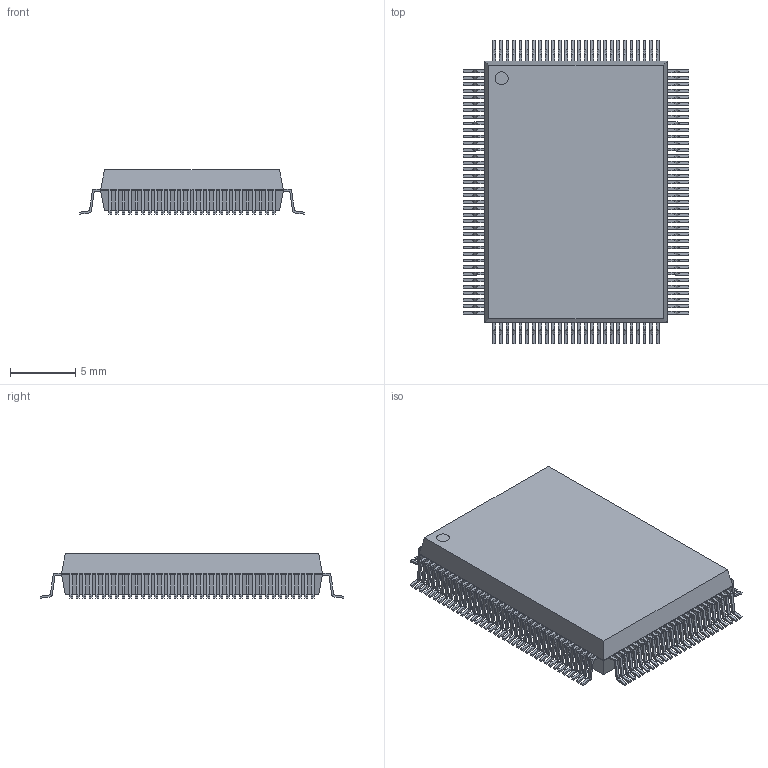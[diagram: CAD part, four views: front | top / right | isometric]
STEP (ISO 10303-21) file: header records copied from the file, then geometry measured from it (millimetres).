
FILE_DESCRIPTION((''),'2;1');
FILE_NAME('QFP50P1720X2320X340-128N.stp','2010-11-18T14:38:41',(''),(''),'Mechanical Desktop 2011','Mechanical Desktop 2011',', , ');
FILE_SCHEMA(('AUTOMOTIVE_DESIGN { 1 2 10303 214 1 1 1 1 }'));
Length unit declared in the file: millimetre
Products named in the file (1): Product
Bounding box: 17.24 x 23.24 x 3.4 mm (x, y, z)
Volume: 863.7 mm3; surface area: 1029.1 mm2
Topology: 130 solids, 130 shells, 1685 faces, 4265 edges, 2842 vertices
Faces by surface type: bspline 832, plane 657, cylinder 196
Entity records: 52751 total; most frequent: CARTESIAN_POINT 13976, ORIENTED_EDGE 8528, DIRECTION 6749, EDGE_CURVE 4264, VECTOR 3489, LINE 3489, VERTEX_POINT 2840, EDGE_LOOP 1686
